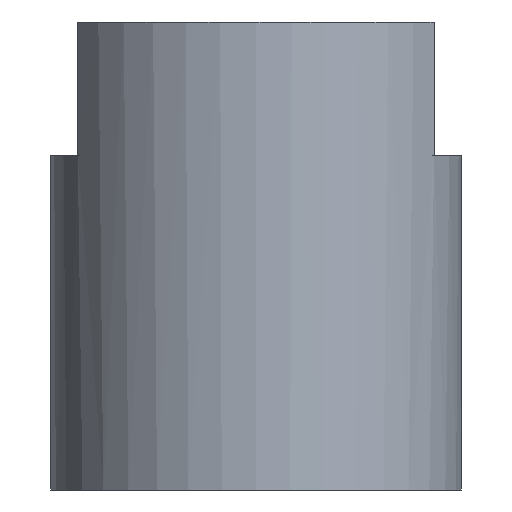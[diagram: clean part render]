
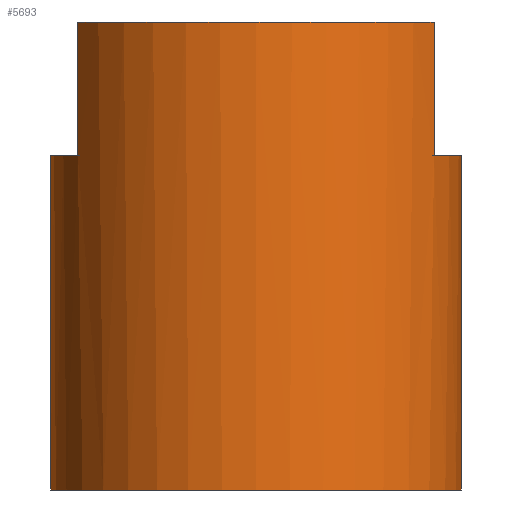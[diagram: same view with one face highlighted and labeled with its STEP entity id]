
A CAD part, left-side view. The second image highlights one B-rep face of the part: STEP entity #5693.
In plain terms, the highlighted cylindrical face has radius 20 mm (diameter 40 mm), a partial arc.
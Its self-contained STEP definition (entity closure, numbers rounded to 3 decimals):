
#1556=CARTESIAN_POINT('',(0.,0.,1.1));
#1557=DIRECTION('',(0.,0.,1.));
#1558=DIRECTION('',(0.893,0.45,0.));
#1559=AXIS2_PLACEMENT_3D('',#1556,#1557,#1558);
#1564=CARTESIAN_POINT('',(0.,0.,1.1));
#1565=DIRECTION('',(0.,0.,1.));
#1566=DIRECTION('',(-1.,0.,0.));
#1567=AXIS2_PLACEMENT_3D('',#1564,#1565,#1566);
#1873=DIRECTION('',(0.,0.,-1.));
#1874=VECTOR('',#1873,32.5);
#1875=CARTESIAN_POINT('',(17.861,-9.,33.6));
#1876=LINE('',#1875,#1874);
#1880=DIRECTION('',(0.,0.,1.));
#1881=VECTOR('',#1880,32.5);
#1882=CARTESIAN_POINT('',(17.861,9.,1.1));
#1883=LINE('',#1882,#1881);
#1887=DIRECTION('',(0.,0.,1.));
#1888=VECTOR('',#1887,13.);
#1889=CARTESIAN_POINT('',(-10.,17.321,33.6));
#1890=LINE('',#1889,#1888);
#1894=DIRECTION('',(0.,0.,-1.));
#1895=VECTOR('',#1894,13.);
#1896=CARTESIAN_POINT('',(-10.,-17.321,46.6));
#1897=LINE('',#1896,#1895);
#1901=CARTESIAN_POINT('',(0.,0.,33.6));
#1902=DIRECTION('',(0.,0.,-1.));
#1903=DIRECTION('',(0.893,-0.45,0.));
#1904=AXIS2_PLACEMENT_3D('',#1901,#1902,#1903);
#1909=CARTESIAN_POINT('',(0.,0.,33.6));
#1910=DIRECTION('',(0.,0.,-1.));
#1911=DIRECTION('',(0.,-1.,0.));
#1912=AXIS2_PLACEMENT_3D('',#1909,#1910,#1911);
#1938=CARTESIAN_POINT('',(0.,0.,46.6));
#1939=DIRECTION('',(0.,0.,-1.));
#1940=DIRECTION('',(-0.5,-0.866,0.));
#1941=AXIS2_PLACEMENT_3D('',#1938,#1939,#1940);
#1946=CARTESIAN_POINT('',(0.,0.,46.6));
#1947=DIRECTION('',(0.,0.,-1.));
#1948=DIRECTION('',(-1.,0.,0.));
#1949=AXIS2_PLACEMENT_3D('',#1946,#1947,#1948);
#2034=CARTESIAN_POINT('',(0.,0.,33.6));
#2035=DIRECTION('',(0.,0.,-1.));
#2036=DIRECTION('',(-0.5,0.866,0.));
#2037=AXIS2_PLACEMENT_3D('',#2034,#2035,#2036);
#3712=CARTESIAN_POINT('',(17.861,9.,33.6));
#3713=VERTEX_POINT('',#3712);
#3714=CARTESIAN_POINT('',(17.861,9.,1.1));
#3715=VERTEX_POINT('',#3714);
#3850=CARTESIAN_POINT('',(17.861,-9.,1.1));
#3852=VERTEX_POINT('',#3850);
#3853=CARTESIAN_POINT('',(17.861,-9.,33.6));
#3854=VERTEX_POINT('',#3853);
#3875=CARTESIAN_POINT('',(-20.,0.,1.1));
#3876=VERTEX_POINT('',#3875);
#3925=CARTESIAN_POINT('',(0.,-20.,33.6));
#3926=VERTEX_POINT('',#3925);
#3927=CARTESIAN_POINT('',(-10.,17.321,33.6));
#3928=VERTEX_POINT('',#3927);
#3929=CARTESIAN_POINT('',(-10.,17.321,46.6));
#3930=VERTEX_POINT('',#3929);
#3931=CARTESIAN_POINT('',(-20.,0.,46.6));
#3932=VERTEX_POINT('',#3931);
#3933=CARTESIAN_POINT('',(-10.,-17.321,46.6));
#3934=VERTEX_POINT('',#3933);
#3935=CARTESIAN_POINT('',(-10.,-17.321,33.6));
#3936=VERTEX_POINT('',#3935);
#5668=CARTESIAN_POINT('',(0.,0.,44.1));
#5669=DIRECTION('',(0.,0.,1.));
#5670=DIRECTION('',(1.,0.,0.));
#5671=AXIS2_PLACEMENT_3D('',#5668,#5669,#5670);
#5672=CYLINDRICAL_SURFACE('',#5671,20.);
#5674=ORIENTED_EDGE('',*,*,#5673,.F.);
#5675=ORIENTED_EDGE('',*,*,#5296,.T.);
#5676=ORIENTED_EDGE('',*,*,#5348,.F.);
#5677=ORIENTED_EDGE('',*,*,#5346,.F.);
#5678=ORIENTED_EDGE('',*,*,#4762,.T.);
#5680=ORIENTED_EDGE('',*,*,#5679,.F.);
#5682=ORIENTED_EDGE('',*,*,#5681,.T.);
#5684=ORIENTED_EDGE('',*,*,#5683,.F.);
#5686=ORIENTED_EDGE('',*,*,#5685,.F.);
#5688=ORIENTED_EDGE('',*,*,#5687,.T.);
#5690=ORIENTED_EDGE('',*,*,#5689,.F.);
#5691=EDGE_LOOP('',(#5674,#5675,#5676,#5677,#5678,#5680,#5682,#5684,#5686,#5688,
#5690));
#5692=FACE_OUTER_BOUND('',#5691,.F.);
#1560=CIRCLE('',#1559,20.);
#1568=CIRCLE('',#1567,20.);
#1905=CIRCLE('',#1904,20.);
#1913=CIRCLE('',#1912,20.);
#1942=CIRCLE('',#1941,20.);
#1950=CIRCLE('',#1949,20.);
#2038=CIRCLE('',#2037,20.);
#4762=EDGE_CURVE('',#3715,#3713,#1883,.T.);
#5296=EDGE_CURVE('',#3854,#3852,#1876,.T.);
#5346=EDGE_CURVE('',#3715,#3876,#1560,.T.);
#5348=EDGE_CURVE('',#3876,#3852,#1568,.T.);
#5673=EDGE_CURVE('',#3854,#3926,#1905,.T.);
#5679=EDGE_CURVE('',#3928,#3713,#2038,.T.);
#5681=EDGE_CURVE('',#3928,#3930,#1890,.T.);
#5683=EDGE_CURVE('',#3932,#3930,#1950,.T.);
#5685=EDGE_CURVE('',#3934,#3932,#1942,.T.);
#5687=EDGE_CURVE('',#3934,#3936,#1897,.T.);
#5689=EDGE_CURVE('',#3926,#3936,#1913,.T.);
#5693=ADVANCED_FACE('',(#5692),#5672,.T.);
